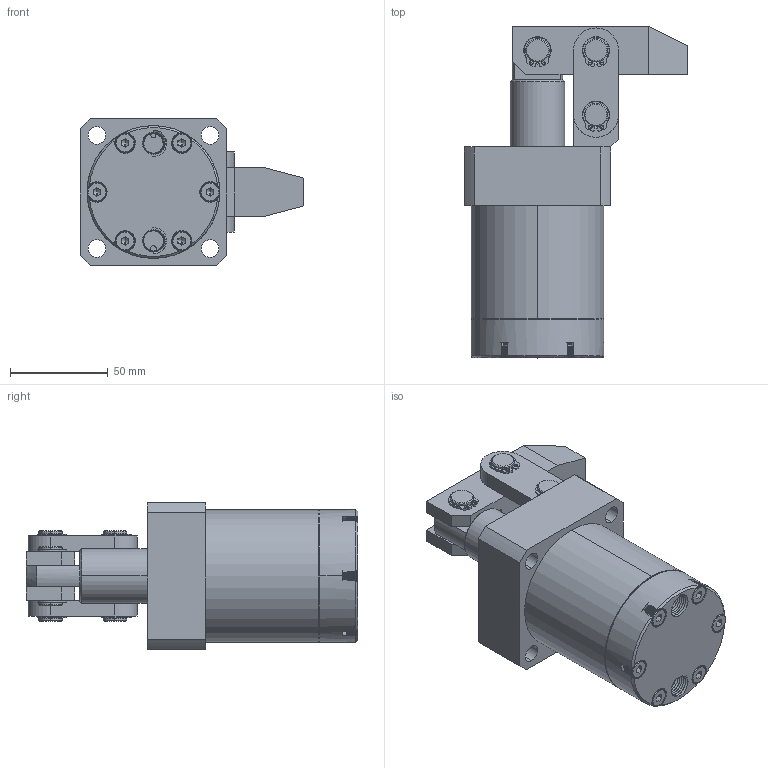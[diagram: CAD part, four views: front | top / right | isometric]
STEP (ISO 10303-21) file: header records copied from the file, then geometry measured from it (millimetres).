
FILE_DESCRIPTION (( 'STEP AP214' ), '1' );
FILE_NAME ('chlc-fa50_asm.STEP', '2019-11-25T06:30:55', ( 'Windows' ), ( 'Microsoft' ), 'SwSTEP 2.0', 'SolidWorks 2015', '' );
FILE_SCHEMA (( 'AUTOMOTIVE_DESIGN' ));
Length unit declared in the file: millimetre
Products named in the file (10): M6LC; CHLC-50-06; CHLC-50-04; CHLC-50-02; CHLC-50-03; CHLC-50-01; CHLC-50-09; CHLC-FA50-06; CHLC-FA50-05; chlc-fa50_asm
Assembly tree (21 placements, depth 2):
  chlc-fa50_asm
    CHLC-FA50-05
    CHLC-FA50-06
    CHLC-50-09
    CHLC-50-01
    CHLC-50-03  x2
    CHLC-50-02
    CHLC-50-04  x2
    CHLC-50-06  x6
    M6LC  x6
Bounding box: 114.5 x 170 x 75 mm (x, y, z)
Volume: 475854.3 mm3; surface area: 111902 mm2
Topology: 21 solids, 21 shells, 2198 faces, 6256 edges, 4132 vertices
Faces by surface type: plane 1085, cylinder 896, cone 138, bspline 79
Entity records: 45275 total; most frequent: CARTESIAN_POINT 23469, ORIENTED_EDGE 3362, DIRECTION 2653, EDGE_CURVE 1681, VERTEX_POINT 1119, AXIS2_PLACEMENT_3D 1026, EDGE_LOOP 672, B_SPLINE_CURVE_WITH_KNOTS 657
